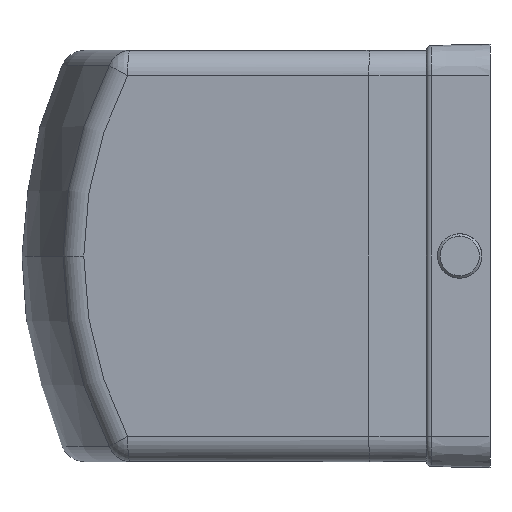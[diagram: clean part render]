
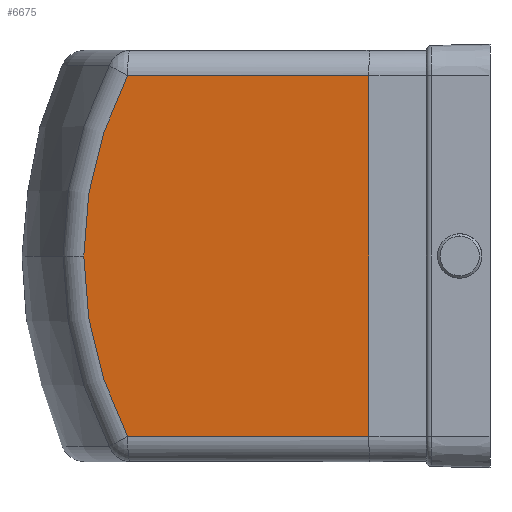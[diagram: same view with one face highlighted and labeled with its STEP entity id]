
A CAD part, left-side view. The second image highlights one B-rep face of the part: STEP entity #6675.
In plain terms, the highlighted planar face has unit normal (-0.996, 0.087, 0).
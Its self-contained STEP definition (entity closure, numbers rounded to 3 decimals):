
#154 = ORIENTED_EDGE ( 'NONE', *, *, #11255, .T. ) ;
#988 = DIRECTION ( 'NONE',  ( 0.996, -0.087, 0. ) ) ;
#1025 = VECTOR ( 'NONE', #21320, 1000. ) ;
#1029 = CARTESIAN_POINT ( 'NONE',  ( -46.05, 24., -35.75 ) ) ;
#1181 = EDGE_CURVE ( 'NONE', #18162, #21035, #23758, .T. ) ;
#1633 = CARTESIAN_POINT ( 'NONE',  ( -47.87, 3.199, 0. ) ) ;
#2083 = DIRECTION ( 'NONE',  ( -0.996, 0.087, 0. ) ) ;
#2114 = LINE ( 'NONE', #7404, #6458 ) ;
#2491 = VERTEX_POINT ( 'NONE', #5305 ) ;
#2723 = CIRCLE ( 'NONE', #3727, 77.596 ) ;
#2863 = CARTESIAN_POINT ( 'NONE',  ( -46.05, 24., 40.75 ) ) ;
#3334 = ORIENTED_EDGE ( 'NONE', *, *, #22082, .T. ) ;
#3502 = DIRECTION ( 'NONE',  ( 0.087, 0.996, 0. ) ) ;
#3727 = AXIS2_PLACEMENT_3D ( 'NONE', #13112, #2083, #15002 ) ;
#3753 = DIRECTION ( 'NONE',  ( 0., 0., -1. ) ) ;
#4712 = PLANE ( 'NONE',  #12194 ) ;
#5305 = CARTESIAN_POINT ( 'NONE',  ( -41.867, 71.807, -35.75 ) ) ;
#6458 = VECTOR ( 'NONE', #11093, 1000. ) ;
#6577 = DIRECTION ( 'NONE',  ( 0.087, 0.996, 0. ) ) ;
#6593 = VERTEX_POINT ( 'NONE', #11882 ) ;
#6675 = ADVANCED_FACE ( 'NONE', ( #19583 ), #4712, .F. ) ;
#7404 = CARTESIAN_POINT ( 'NONE',  ( -46.05, 24., 35.75 ) ) ;
#8197 = CIRCLE ( 'NONE', #21495, 77.596 ) ;
#11093 = DIRECTION ( 'NONE',  ( 0.087, 0.996, 0. ) ) ;
#11255 = EDGE_CURVE ( 'NONE', #2491, #21035, #11428, .T. ) ;
#11428 = LINE ( 'NONE', #1029, #1025 ) ;
#11882 = CARTESIAN_POINT ( 'NONE',  ( -41.867, 71.807, 35.75 ) ) ;
#12010 = EDGE_LOOP ( 'NONE', ( #3334, #20053, #154, #15720, #17319 ) ) ;
#12194 = AXIS2_PLACEMENT_3D ( 'NONE', #2863, #988, #6577 ) ;
#13112 = CARTESIAN_POINT ( 'NONE',  ( -47.87, 3.199, 0. ) ) ;
#14549 = DIRECTION ( 'NONE',  ( -0.996, 0.087, 0. ) ) ;
#14794 = CARTESIAN_POINT ( 'NONE',  ( -46.05, 24., 40.75 ) ) ;
#15002 = DIRECTION ( 'NONE',  ( 0.087, 0.996, 0. ) ) ;
#15459 = EDGE_CURVE ( 'NONE', #15469, #2491, #8197, .T. ) ;
#15469 = VERTEX_POINT ( 'NONE', #23741 ) ;
#15720 = ORIENTED_EDGE ( 'NONE', *, *, #1181, .F. ) ;
#16720 = CARTESIAN_POINT ( 'NONE',  ( -46.05, 24., -35.75 ) ) ;
#17319 = ORIENTED_EDGE ( 'NONE', *, *, #23173, .T. ) ;
#18162 = VERTEX_POINT ( 'NONE', #20948 ) ;
#18881 = VECTOR ( 'NONE', #3753, 1000. ) ;
#19583 = FACE_OUTER_BOUND ( 'NONE', #12010, .T. ) ;
#20053 = ORIENTED_EDGE ( 'NONE', *, *, #15459, .T. ) ;
#20948 = CARTESIAN_POINT ( 'NONE',  ( -46.05, 24., 35.75 ) ) ;
#21035 = VERTEX_POINT ( 'NONE', #16720 ) ;
#21320 = DIRECTION ( 'NONE',  ( -0.087, -0.996, 0. ) ) ;
#21495 = AXIS2_PLACEMENT_3D ( 'NONE', #1633, #14549, #3502 ) ;
#22082 = EDGE_CURVE ( 'NONE', #6593, #15469, #2723, .T. ) ;
#23173 = EDGE_CURVE ( 'NONE', #18162, #6593, #2114, .T. ) ;
#23741 = CARTESIAN_POINT ( 'NONE',  ( -41.107, 80.499, 0. ) ) ;
#23758 = LINE ( 'NONE', #14794, #18881 ) ;
